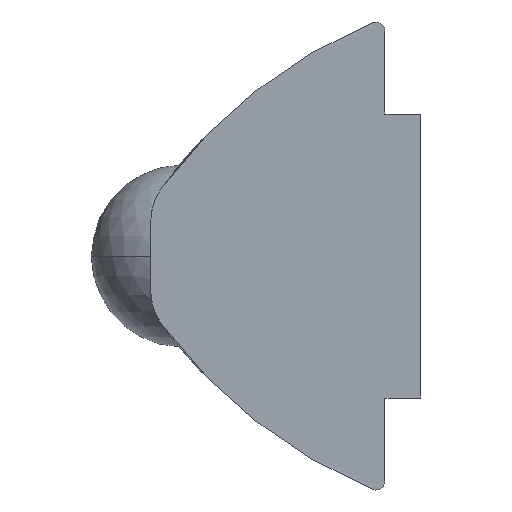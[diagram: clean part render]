
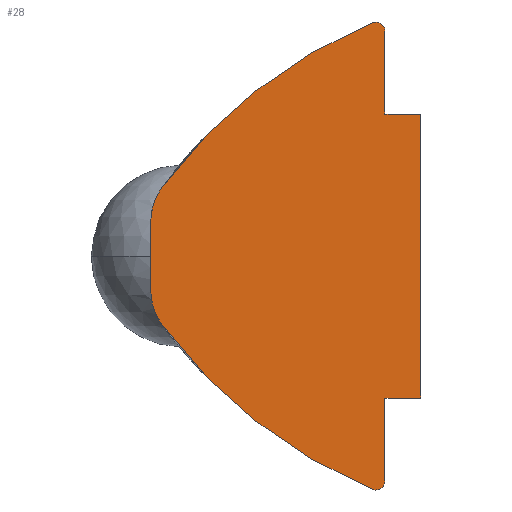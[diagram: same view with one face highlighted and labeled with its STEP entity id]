
A CAD part, left-side view. The second image highlights one B-rep face of the part: STEP entity #28.
In plain terms, the highlighted planar face has unit normal (-1, 0, 0).
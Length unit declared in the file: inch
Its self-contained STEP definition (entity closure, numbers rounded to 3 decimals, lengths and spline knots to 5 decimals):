
#4 = EDGE_CURVE ( 'NONE', #124, #40, #805, .T. ) ;
#18 = VECTOR ( 'NONE', #630, 39.37008 ) ;
#25 = LINE ( 'NONE', #401, #596 ) ;
#28 = ADVANCED_FACE ( 'NONE', ( #588 ), #749, .T. ) ;
#34 = CIRCLE ( 'NONE', #293, 0.01 ) ;
#40 = VERTEX_POINT ( 'NONE', #902 ) ;
#53 = DIRECTION ( 'NONE',  ( 0., 0., 1. ) ) ;
#71 = VECTOR ( 'NONE', #778, 39.37008 ) ;
#77 = EDGE_CURVE ( 'NONE', #40, #420, #333, .T. ) ;
#85 = EDGE_CURVE ( 'NONE', #268, #585, #594, .T. ) ;
#119 = DIRECTION ( 'NONE',  ( 1., 0., 0. ) ) ;
#124 = VERTEX_POINT ( 'NONE', #302 ) ;
#129 = CARTESIAN_POINT ( 'NONE',  ( -0.43307, 0.086, 0.03813 ) ) ;
#131 = CARTESIAN_POINT ( 'NONE',  ( -0.43307, -0.09913, 0.2575 ) ) ;
#133 = DIRECTION ( 'NONE',  ( 0., 0., -1. ) ) ;
#138 = ORIENTED_EDGE ( 'NONE', *, *, #85, .F. ) ;
#151 = AXIS2_PLACEMENT_3D ( 'NONE', #577, #655, #373 ) ;
#162 = CARTESIAN_POINT ( 'NONE',  ( -0.43307, 0.1485, 0.058 ) ) ;
#178 = LINE ( 'NONE', #494, #18 ) ;
#189 = ORIENTED_EDGE ( 'NONE', *, *, #234, .T. ) ;
#190 = DIRECTION ( 'NONE',  ( -1., 0., 0. ) ) ;
#195 = EDGE_LOOP ( 'NONE', ( #739, #189, #928, #256, #138, #524, #991, #871, #423, #623, #221, #475, #672 ) ) ;
#202 = DIRECTION ( 'NONE',  ( -1., 0., 0. ) ) ;
#209 = AXIS2_PLACEMENT_3D ( 'NONE', #519, #744, #360 ) ;
#213 = AXIS2_PLACEMENT_3D ( 'NONE', #314, #288, #133 ) ;
#221 = ORIENTED_EDGE ( 'NONE', *, *, #922, .F. ) ;
#234 = EDGE_CURVE ( 'NONE', #124, #490, #315, .T. ) ;
#245 = VECTOR ( 'NONE', #622, 39.37008 ) ;
#256 = ORIENTED_EDGE ( 'NONE', *, *, #555, .T. ) ;
#268 = VERTEX_POINT ( 'NONE', #433 ) ;
#274 = AXIS2_PLACEMENT_3D ( 'NONE', #129, #564, #586 ) ;
#288 = DIRECTION ( 'NONE',  ( 1., 0., 0. ) ) ;
#293 = AXIS2_PLACEMENT_3D ( 'NONE', #605, #437, #929 ) ;
#300 = CARTESIAN_POINT ( 'NONE',  ( -0.43307, -0.1485, -0.15625 ) ) ;
#302 = CARTESIAN_POINT ( 'NONE',  ( -0.43307, 0.13631, 0.07522 ) ) ;
#314 = CARTESIAN_POINT ( 'NONE',  ( -0.43307, -0.09913, -0.2475 ) ) ;
#315 = CIRCLE ( 'NONE', #274, 0.0625 ) ;
#320 = CARTESIAN_POINT ( 'NONE',  ( -0.43307, 0.13631, -0.07522 ) ) ;
#327 = DIRECTION ( 'NONE',  ( 0., 1., 0. ) ) ;
#333 = CIRCLE ( 'NONE', #906, 0.01 ) ;
#360 = DIRECTION ( 'NONE',  ( 0., 0., -1. ) ) ;
#370 = VECTOR ( 'NONE', #549, 39.37008 ) ;
#373 = DIRECTION ( 'NONE',  ( 0., 0., 1. ) ) ;
#384 = EDGE_CURVE ( 'NONE', #420, #893, #34, .T. ) ;
#385 = CIRCLE ( 'NONE', #595, 0.0625 ) ;
#389 = CARTESIAN_POINT ( 'NONE',  ( -0.43307, -0.1485, 0.15625 ) ) ;
#401 = CARTESIAN_POINT ( 'NONE',  ( -0.43307, -0.1485, -0.15625 ) ) ;
#420 = VERTEX_POINT ( 'NONE', #131 ) ;
#423 = ORIENTED_EDGE ( 'NONE', *, *, #937, .F. ) ;
#433 = CARTESIAN_POINT ( 'NONE',  ( -0.43307, -0.09529, -0.25673 ) ) ;
#437 = DIRECTION ( 'NONE',  ( 1., 0., 0. ) ) ;
#449 = VECTOR ( 'NONE', #327, 39.37008 ) ;
#463 = AXIS2_PLACEMENT_3D ( 'NONE', #502, #202, #53 ) ;
#471 = LINE ( 'NONE', #162, #71 ) ;
#472 = EDGE_CURVE ( 'NONE', #848, #490, #471, .T. ) ;
#475 = ORIENTED_EDGE ( 'NONE', *, *, #384, .F. ) ;
#483 = CIRCLE ( 'NONE', #213, 0.01 ) ;
#488 = CARTESIAN_POINT ( 'NONE',  ( -0.43307, -0.1485, -0.15625 ) ) ;
#490 = VERTEX_POINT ( 'NONE', #1014 ) ;
#494 = CARTESIAN_POINT ( 'NONE',  ( -0.43307, -0.10913, 0.15625 ) ) ;
#502 = CARTESIAN_POINT ( 'NONE',  ( -0.43307, -0.09913, 0.2475 ) ) ;
#516 = DIRECTION ( 'NONE',  ( 0., 0., 1. ) ) ;
#519 = CARTESIAN_POINT ( 'NONE',  ( -0.43307, -0.3064, 0.25114 ) ) ;
#524 = ORIENTED_EDGE ( 'NONE', *, *, #989, .F. ) ;
#536 = VERTEX_POINT ( 'NONE', #563 ) ;
#549 = DIRECTION ( 'NONE',  ( 0., -1., 0. ) ) ;
#551 = LINE ( 'NONE', #854, #245 ) ;
#555 = EDGE_CURVE ( 'NONE', #848, #585, #385, .T. ) ;
#556 = DIRECTION ( 'NONE',  ( 0., 0., -1. ) ) ;
#563 = CARTESIAN_POINT ( 'NONE',  ( -0.43307, -0.10913, -0.2475 ) ) ;
#564 = DIRECTION ( 'NONE',  ( -1., 0., 0. ) ) ;
#572 = LINE ( 'NONE', #488, #449 ) ;
#577 = CARTESIAN_POINT ( 'NONE',  ( -0.43307, -0.3064, -0.25114 ) ) ;
#585 = VERTEX_POINT ( 'NONE', #320 ) ;
#586 = DIRECTION ( 'NONE',  ( 0., 0., 1. ) ) ;
#588 = FACE_OUTER_BOUND ( 'NONE', #195, .T. ) ;
#594 = CIRCLE ( 'NONE', #209, 0.55 ) ;
#595 = AXIS2_PLACEMENT_3D ( 'NONE', #899, #190, #823 ) ;
#596 = VECTOR ( 'NONE', #556, 39.37008 ) ;
#605 = CARTESIAN_POINT ( 'NONE',  ( -0.43307, -0.09913, 0.2475 ) ) ;
#606 = EDGE_CURVE ( 'NONE', #876, #650, #868, .T. ) ;
#622 = DIRECTION ( 'NONE',  ( 0., 0., -1. ) ) ;
#623 = ORIENTED_EDGE ( 'NONE', *, *, #606, .F. ) ;
#630 = DIRECTION ( 'NONE',  ( 0., 0., -1. ) ) ;
#650 = VERTEX_POINT ( 'NONE', #951 ) ;
#655 = DIRECTION ( 'NONE',  ( 1., 0., 0. ) ) ;
#666 = CARTESIAN_POINT ( 'NONE',  ( -0.43307, -0.09913, 0.2475 ) ) ;
#672 = ORIENTED_EDGE ( 'NONE', *, *, #77, .F. ) ;
#681 = VERTEX_POINT ( 'NONE', #874 ) ;
#716 = CARTESIAN_POINT ( 'NONE',  ( -0.43307, -0.10913, 0.2475 ) ) ;
#728 = EDGE_CURVE ( 'NONE', #970, #681, #572, .T. ) ;
#739 = ORIENTED_EDGE ( 'NONE', *, *, #4, .F. ) ;
#744 = DIRECTION ( 'NONE',  ( 1., 0., 0. ) ) ;
#749 = PLANE ( 'NONE',  #463 ) ;
#778 = DIRECTION ( 'NONE',  ( 0., 0., 1. ) ) ;
#805 = CIRCLE ( 'NONE', #151, 0.55 ) ;
#823 = DIRECTION ( 'NONE',  ( 0., 0., 1. ) ) ;
#848 = VERTEX_POINT ( 'NONE', #947 ) ;
#854 = CARTESIAN_POINT ( 'NONE',  ( -0.43307, -0.10913, -0.15625 ) ) ;
#866 = CARTESIAN_POINT ( 'NONE',  ( -0.43307, -0.10913, 0.15625 ) ) ;
#868 = LINE ( 'NONE', #389, #370 ) ;
#871 = ORIENTED_EDGE ( 'NONE', *, *, #728, .F. ) ;
#874 = CARTESIAN_POINT ( 'NONE',  ( -0.43307, -0.10913, -0.15625 ) ) ;
#875 = EDGE_CURVE ( 'NONE', #681, #536, #551, .T. ) ;
#876 = VERTEX_POINT ( 'NONE', #866 ) ;
#893 = VERTEX_POINT ( 'NONE', #716 ) ;
#899 = CARTESIAN_POINT ( 'NONE',  ( -0.43307, 0.086, -0.03813 ) ) ;
#902 = CARTESIAN_POINT ( 'NONE',  ( -0.43307, -0.09529, 0.25673 ) ) ;
#906 = AXIS2_PLACEMENT_3D ( 'NONE', #666, #119, #516 ) ;
#922 = EDGE_CURVE ( 'NONE', #893, #876, #178, .T. ) ;
#928 = ORIENTED_EDGE ( 'NONE', *, *, #472, .F. ) ;
#929 = DIRECTION ( 'NONE',  ( 0., 0., 1. ) ) ;
#937 = EDGE_CURVE ( 'NONE', #650, #970, #25, .T. ) ;
#947 = CARTESIAN_POINT ( 'NONE',  ( -0.43307, 0.1485, -0.03813 ) ) ;
#951 = CARTESIAN_POINT ( 'NONE',  ( -0.43307, -0.1485, 0.15625 ) ) ;
#970 = VERTEX_POINT ( 'NONE', #300 ) ;
#989 = EDGE_CURVE ( 'NONE', #536, #268, #483, .T. ) ;
#991 = ORIENTED_EDGE ( 'NONE', *, *, #875, .F. ) ;
#1014 = CARTESIAN_POINT ( 'NONE',  ( -0.43307, 0.1485, 0.03813 ) ) ;
